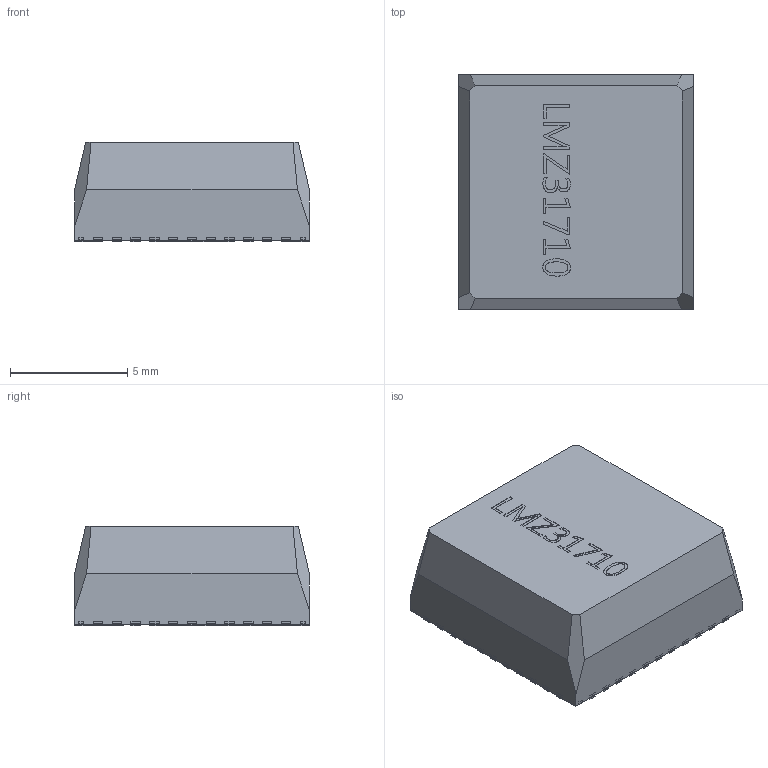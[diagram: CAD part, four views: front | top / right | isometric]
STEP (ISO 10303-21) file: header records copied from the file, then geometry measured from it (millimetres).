
FILE_DESCRIPTION((''),'2;1');
FILE_NAME('LMZ31704_31710_No Components.stp','2015-07-29T08:42:12',(''),(''),'Mechanical Desktop 2009','Mechanical Desktop 2009',', , ');
FILE_SCHEMA(('CONFIG_CONTROL_DESIGN'));
Length unit declared in the file: millimetre
Products named in the file (3): LMZ31704_31710_NO COMPONENTS; LF; MOLD_1
Assembly tree (2 placements, depth 2):
  LMZ31704_31710_NO COMPONENTS
    LF
    MOLD_1
Bounding box: 10 x 10 x 4.25 mm (x, y, z)
Volume: 410.3 mm3; surface area: 533.2 mm2
Topology: 23 solids, 23 shells, 1216 faces, 3345 edges, 2186 vertices
Faces by surface type: plane 1081, cylinder 102, bspline 33
Entity records: 38124 total; most frequent: CARTESIAN_POINT 7179, ORIENTED_EDGE 6690, DIRECTION 5855, EDGE_CURVE 3345, VECTOR 3075, LINE 3075, VERTEX_POINT 2186, AXIS2_PLACEMENT_3D 1390
